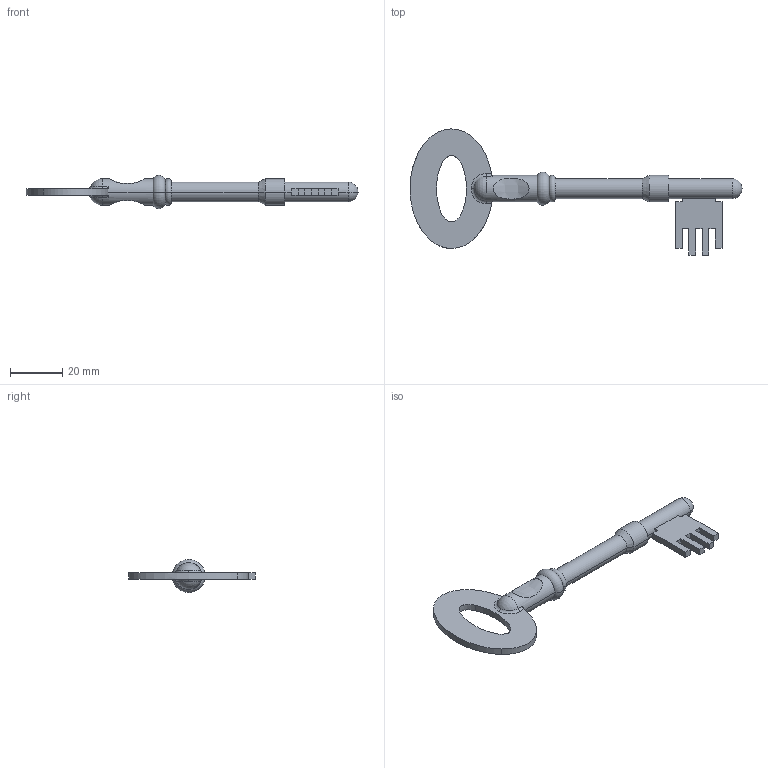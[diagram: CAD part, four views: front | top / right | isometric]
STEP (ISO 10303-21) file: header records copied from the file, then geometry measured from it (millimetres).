
FILE_DESCRIPTION(('SolidDesigner STEP Export'),'2;1');
FILE_NAME('key01_surf_ass.stp','2001-02-15T17:01:26',('Volker Sachse'),('CoCreate'),'SolidDesigner STEP processor for AP214(DIS)for AP 203(Solid Model)','CoCreate SolidDesigner: 08.80P0214 Feb 2001(C) CoCreate Software GmbH','');
FILE_SCHEMA(('AUTOMOTIVE_DESIGN {1 2 10303 214 0 1 1 1}'));
Length unit declared in the file: millimetre
Products named in the file (4): big_shell; snailhouse; small_shell; top
Assembly tree (3 placements, depth 3):
  top
    small_shell
    snailhouse
      big_shell
Bounding box: 127 x 48.26 x 12.7 mm (x, y, z)
Surface area: 5831 mm2 (no closed solid volume)
Topology: 0 solids, 2 shells, 57 faces, 147 edges, 93 vertices
Faces by surface type: plane 24, cylinder 12, torus 8, extrusion 7, sphere 4, cone 2
Entity records: 3196 total; most frequent: CARTESIAN_POINT 1805, ORIENTED_EDGE 286, DIRECTION 239, EDGE_CURVE 145, VERTEX_POINT 93, VECTOR 87, LINE 80, AXIS2_PLACEMENT_3D 76
